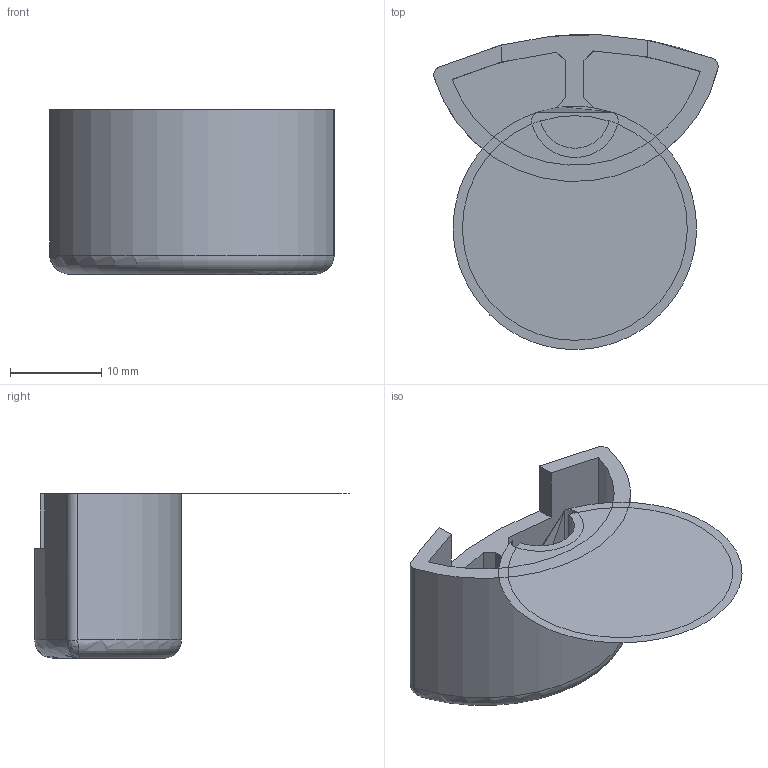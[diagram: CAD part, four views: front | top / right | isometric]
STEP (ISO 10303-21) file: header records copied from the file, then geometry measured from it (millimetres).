
FILE_DESCRIPTION(('FreeCAD Model'),'2;1');
FILE_NAME('Open CASCADE Shape Model','2021-06-29T11:19:08',('Author'),( ''),'Open CASCADE STEP processor 7.5','FreeCAD','Unknown');
FILE_SCHEMA(('AUTOMOTIVE_DESIGN { 1 0 10303 214 1 1 1 1 }'));
Length unit declared in the file: millimetre
Products named in the file (2): Parte pequeña final; Parte final pequeña
Assembly tree (1 placements, depth 2):
  Parte pequeña final
    Parte final pequeña
Bounding box: 31.11 x 34.45 x 18 mm (x, y, z)
Volume: 623.3 mm3; surface area: 4589.2 mm2
Topology: 1 solids, 2 shells, 32 faces, 90 edges, 56 vertices
Faces by surface type: plane 13, cylinder 8, bspline 7, offset 2, extrusion 1, torus 1
Full cylindrical faces by diameter (mm): 24.62 x1, 26.62 x1
Entity records: 5592 total; most frequent: CARTESIAN_POINT 4081, DIRECTION 205, ORIENTED_EDGE 164, PCURVE 164, DEFINITIONAL_REPRESENTATION 164, VECTOR 101, LINE 100, B_SPLINE_CURVE_WITH_KNOTS 96
